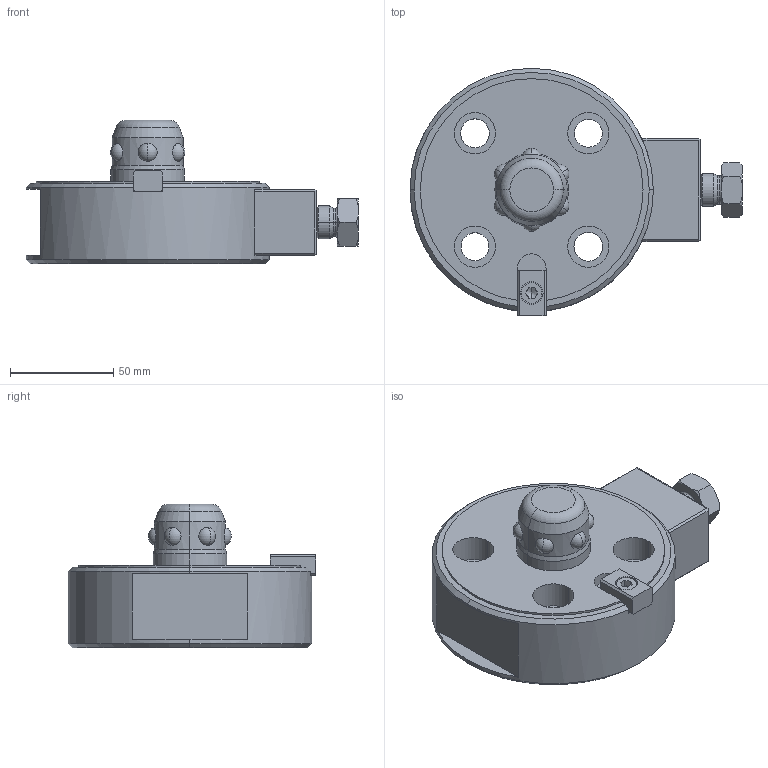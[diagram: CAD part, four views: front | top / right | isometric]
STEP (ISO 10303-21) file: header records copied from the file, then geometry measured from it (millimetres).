
FILE_DESCRIPTION(('STEP AP214'),'1');
FILE_NAME('eh_1990_103.stp','2014-06-18T11:36:26',('TraceParts'),('TraceParts S.A.'),'XStep 1.0',' ',' ');
FILE_SCHEMA(('automotive_design'));
Length unit declared in the file: millimetre
Products named in the file (4): 1; 2; 3; 4
Bounding box: 161 x 120 x 69.5 mm (x, y, z)
Volume: 467068.2 mm3; surface area: 59621.5 mm2
Topology: 4 solids, 4 shells, 157 faces, 376 edges, 244 vertices
Faces by surface type: plane 62, cylinder 44, cone 35, sphere 12, torus 4
Entity records: 9453 total; most frequent: CARTESIAN_POINT 1345, DIRECTION 790, STYLED_ITEM 779, PRESENTATION_STYLE_ASSIGNMENT 779, COLOUR_RGB 779, ORIENTED_EDGE 748, EDGE_CURVE 374, CURVE_STYLE 374
